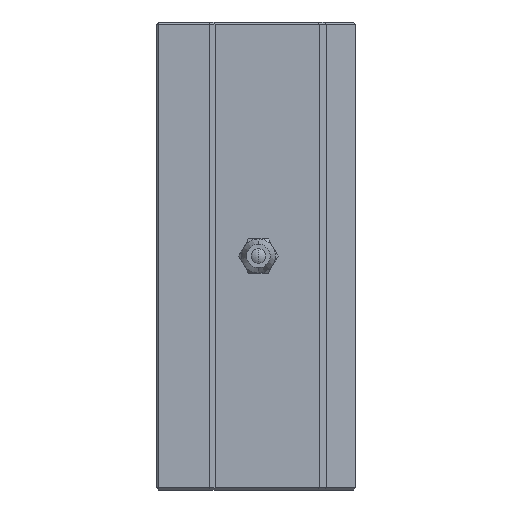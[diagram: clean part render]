
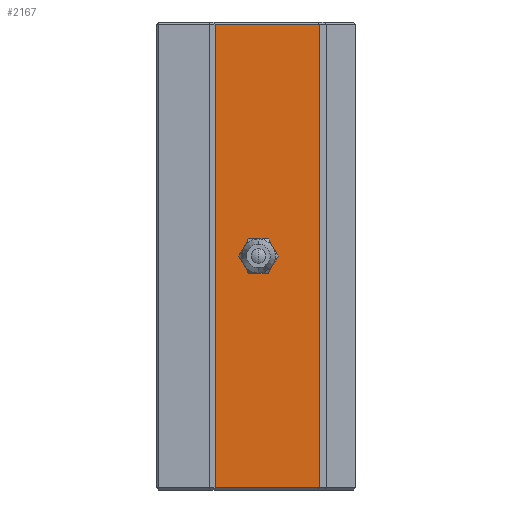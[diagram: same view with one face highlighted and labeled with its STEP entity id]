
A CAD part, left-side view. The second image highlights one B-rep face of the part: STEP entity #2167.
In plain terms, the highlighted planar face has unit normal (-1, 0, 0).
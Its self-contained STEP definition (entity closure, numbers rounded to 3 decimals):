
#18 = DIRECTION ( 'NONE',  ( 0., 0., -1. ) ) ;
#27 = FACE_BOUND ( 'NONE', #1183, .T. ) ;
#76 = VECTOR ( 'NONE', #18, 1000. ) ;
#256 = VECTOR ( 'NONE', #2978, 1000. ) ;
#338 = CARTESIAN_POINT ( 'NONE',  ( -25.9, 0., 0. ) ) ;
#350 = DIRECTION ( 'NONE',  ( -1., 0., 0. ) ) ;
#363 = DIRECTION ( 'NONE',  ( 0., 0., 1. ) ) ;
#437 = CARTESIAN_POINT ( 'NONE',  ( -25.9, -12.5, 48. ) ) ;
#689 = VERTEX_POINT ( 'NONE', #2075 ) ;
#736 = EDGE_CURVE ( 'NONE', #3106, #1061, #3091, .T. ) ;
#741 = CARTESIAN_POINT ( 'NONE',  ( -25.9, -12.5, -47.5 ) ) ;
#786 = EDGE_CURVE ( 'NONE', #3007, #840, #1639, .T. ) ;
#840 = VERTEX_POINT ( 'NONE', #3008 ) ;
#861 = CIRCLE ( 'NONE', #1981, 2.5 ) ;
#875 = DIRECTION ( 'NONE',  ( 0., 0., 1. ) ) ;
#917 = DIRECTION ( 'NONE',  ( 0., -1., 0. ) ) ;
#1027 = ORIENTED_EDGE ( 'NONE', *, *, #786, .T. ) ;
#1061 = VERTEX_POINT ( 'NONE', #2204 ) ;
#1068 = AXIS2_PLACEMENT_3D ( 'NONE', #338, #350, #363 ) ;
#1136 = AXIS2_PLACEMENT_3D ( 'NONE', #1540, #2282, #2519 ) ;
#1183 = EDGE_LOOP ( 'NONE', ( #2837, #2460 ) ) ;
#1387 = VECTOR ( 'NONE', #917, 1000. ) ;
#1479 = CARTESIAN_POINT ( 'NONE',  ( -25.9, 0., -2.5 ) ) ;
#1540 = CARTESIAN_POINT ( 'NONE',  ( -25.9, 8.9, 48. ) ) ;
#1639 = LINE ( 'NONE', #437, #2357 ) ;
#1686 = CARTESIAN_POINT ( 'NONE',  ( -25.9, 8.9, 48. ) ) ;
#1845 = VERTEX_POINT ( 'NONE', #1479 ) ;
#1884 = ORIENTED_EDGE ( 'NONE', *, *, #2544, .T. ) ;
#1981 = AXIS2_PLACEMENT_3D ( 'NONE', #2139, #2013, #2001 ) ;
#2001 = DIRECTION ( 'NONE',  ( 0., 0., 1. ) ) ;
#2013 = DIRECTION ( 'NONE',  ( -1., 0., 0. ) ) ;
#2070 = EDGE_CURVE ( 'NONE', #1845, #689, #3274, .T. ) ;
#2075 = CARTESIAN_POINT ( 'NONE',  ( -25.9, 0., 2.5 ) ) ;
#2130 = FACE_OUTER_BOUND ( 'NONE', #3020, .T. ) ;
#2139 = CARTESIAN_POINT ( 'NONE',  ( -25.9, 0., 0. ) ) ;
#2167 = ADVANCED_FACE ( 'NONE', ( #27, #2130 ), #2258, .F. ) ;
#2204 = CARTESIAN_POINT ( 'NONE',  ( -25.9, 8.9, -47.5 ) ) ;
#2258 = PLANE ( 'NONE',  #1136 ) ;
#2282 = DIRECTION ( 'NONE',  ( 1., 0., 0. ) ) ;
#2328 = CARTESIAN_POINT ( 'NONE',  ( -25.9, 8.9, 47.5 ) ) ;
#2357 = VECTOR ( 'NONE', #875, 1000. ) ;
#2389 = CARTESIAN_POINT ( 'NONE',  ( -25.9, -12.5, -47.5 ) ) ;
#2460 = ORIENTED_EDGE ( 'NONE', *, *, #2070, .F. ) ;
#2491 = LINE ( 'NONE', #2791, #256 ) ;
#2519 = DIRECTION ( 'NONE',  ( 0., 0., -1. ) ) ;
#2544 = EDGE_CURVE ( 'NONE', #1061, #3007, #3447, .T. ) ;
#2684 = EDGE_CURVE ( 'NONE', #689, #1845, #861, .T. ) ;
#2791 = CARTESIAN_POINT ( 'NONE',  ( -25.9, 8.9, 47.5 ) ) ;
#2837 = ORIENTED_EDGE ( 'NONE', *, *, #2684, .F. ) ;
#2880 = ORIENTED_EDGE ( 'NONE', *, *, #3052, .T. ) ;
#2978 = DIRECTION ( 'NONE',  ( 0., 1., 0. ) ) ;
#3007 = VERTEX_POINT ( 'NONE', #2389 ) ;
#3008 = CARTESIAN_POINT ( 'NONE',  ( -25.9, -12.5, 47.5 ) ) ;
#3020 = EDGE_LOOP ( 'NONE', ( #3083, #1884, #1027, #2880 ) ) ;
#3052 = EDGE_CURVE ( 'NONE', #840, #3106, #2491, .T. ) ;
#3083 = ORIENTED_EDGE ( 'NONE', *, *, #736, .T. ) ;
#3091 = LINE ( 'NONE', #1686, #76 ) ;
#3106 = VERTEX_POINT ( 'NONE', #2328 ) ;
#3274 = CIRCLE ( 'NONE', #1068, 2.5 ) ;
#3447 = LINE ( 'NONE', #741, #1387 ) ;
